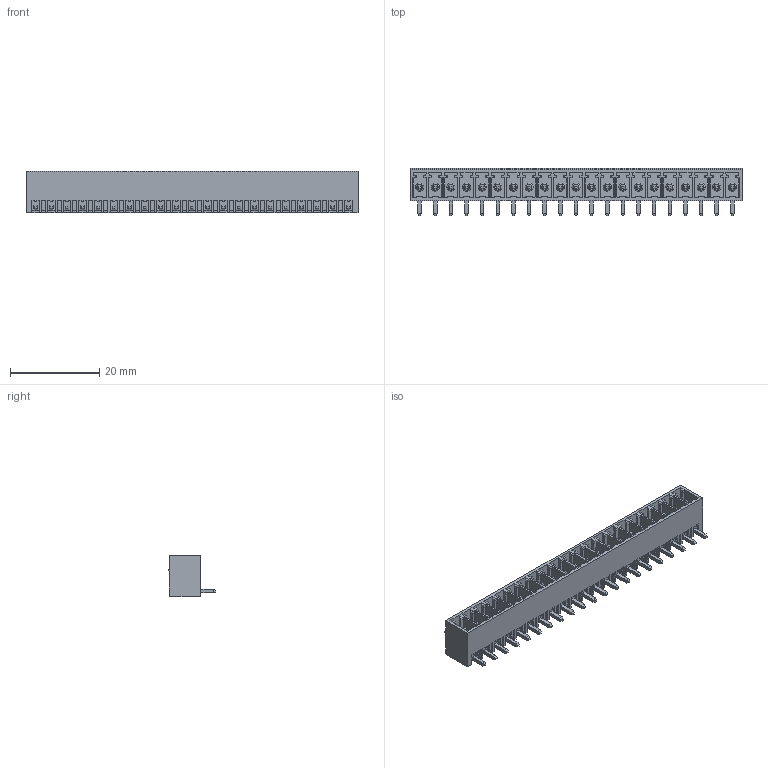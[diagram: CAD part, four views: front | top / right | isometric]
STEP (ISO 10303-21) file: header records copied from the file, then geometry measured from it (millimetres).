
FILE_DESCRIPTION(('STEP AP214'),'1');
FILE_NAME('PV21-3,5-H-P.stp','2018-11-29T15:02:59',(' '),(' '),'Spatial InterOp 3D',' ',' ');
FILE_SCHEMA(('AUTOMOTIVE_DESIGN { 1 0 10303 214 1 1 1 1 }'));
Length unit declared in the file: metre
Products named in the file (1): 1
Bounding box: 74.3 x 10.65 x 9.2 mm (x, y, z)
Volume: 2525.8 mm3; surface area: 6291.4 mm2
Topology: 1 solids, 1 shells, 1265 faces, 3348 edges, 2148 vertices
Faces by surface type: plane 1159, cylinder 64, cone 21, torus 21
Full cylindrical faces by diameter (mm): 1.8 x21
Entity records: 47936 total; most frequent: CARTESIAN_POINT 6804, ORIENTED_EDGE 6570, DIRECTION 5945, EDGE_CURVE 3285, LINE 3073, VECTOR 3073, VERTEX_POINT 2127, AXIS2_PLACEMENT_3D 1436
